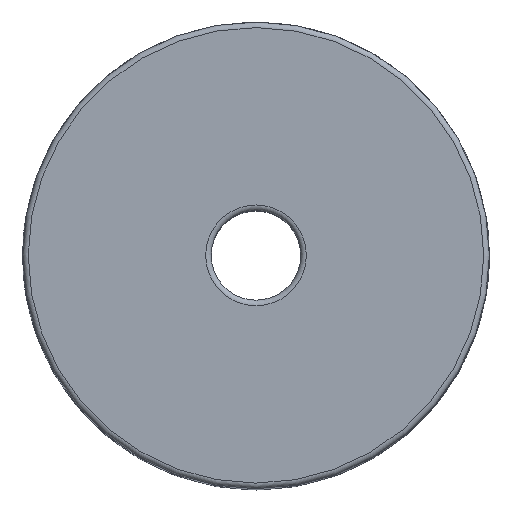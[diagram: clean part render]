
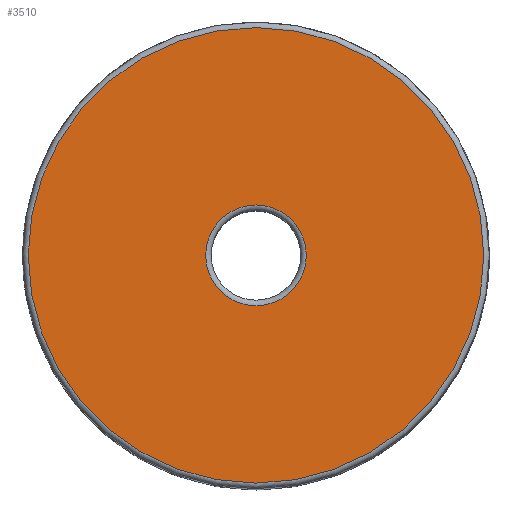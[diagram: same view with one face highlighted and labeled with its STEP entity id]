
A CAD part, top view. The second image highlights one B-rep face of the part: STEP entity #3510.
In plain terms, the highlighted face is planar.
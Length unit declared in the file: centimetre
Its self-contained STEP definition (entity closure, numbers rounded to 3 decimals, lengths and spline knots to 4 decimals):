
#722=PLANE('',#3887);
#910=VERTEX_POINT('',#6359);
#911=VERTEX_POINT('',#6362);
#1226=CIRCLE('',#3886,0.45);
#1227=CIRCLE('',#3888,2.035);
#1614=EDGE_CURVE('',#910,#910,#1226,.T.);
#1615=EDGE_CURVE('',#911,#911,#1227,.T.);
#2276=ORIENTED_EDGE('',*,*,#1615,.F.);
#2277=ORIENTED_EDGE('',*,*,#1614,.F.);
#3013=EDGE_LOOP('',(#2276));
#3014=EDGE_LOOP('',(#2277));
#3267=FACE_BOUND('',#3013,.T.);
#3268=FACE_BOUND('',#3014,.T.);
#3510=ADVANCED_FACE('',(#3267,#3268),#722,.F.);
#3886=AXIS2_PLACEMENT_3D('',#6358,#4674,#4675);
#3887=AXIS2_PLACEMENT_3D('',#6360,#4676,$);
#3888=AXIS2_PLACEMENT_3D('',#6361,#4677,#4678);
#4674=DIRECTION('',(0.,0.,-1.));
#4675=DIRECTION('',(-0.45,0.,0.));
#4676=DIRECTION('',(0.,0.,1.));
#4677=DIRECTION('',(0.,0.,1.));
#4678=DIRECTION('',(-2.035,0.,0.));
#6358=CARTESIAN_POINT('',(0.,0.,0.));
#6359=CARTESIAN_POINT('',(0.45,0.,0.));
#6360=CARTESIAN_POINT('',(0.,0.,0.));
#6361=CARTESIAN_POINT('',(0.,0.,0.));
#6362=CARTESIAN_POINT('',(2.035,0.,0.));
